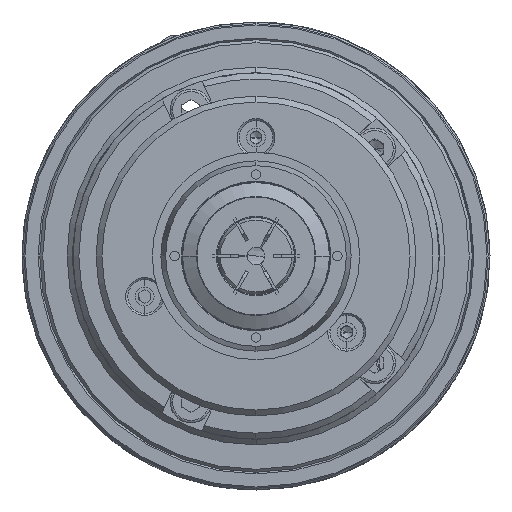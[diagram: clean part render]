
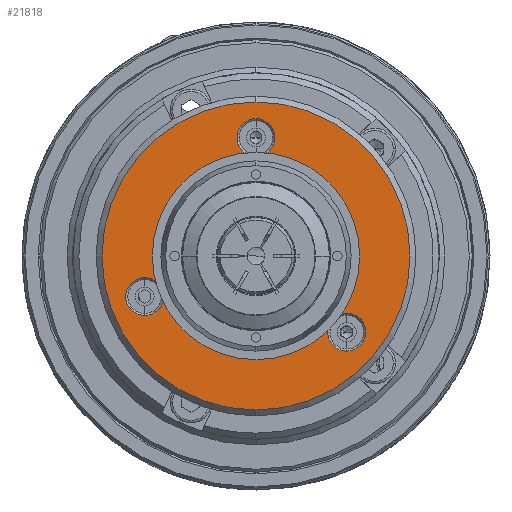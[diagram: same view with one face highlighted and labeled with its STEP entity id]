
A CAD part, left-side view. The second image highlights one B-rep face of the part: STEP entity #21818.
In plain terms, the highlighted planar face has unit normal (-1, 0, 0).
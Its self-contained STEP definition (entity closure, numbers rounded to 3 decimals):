
#897 = ORIENTED_EDGE ( 'NONE', *, *, #20356, .T. ) ;
#939 = VERTEX_POINT ( 'NONE', #12428 ) ;
#1436 = ORIENTED_EDGE ( 'NONE', *, *, #20693, .T. ) ;
#1454 = FACE_OUTER_BOUND ( 'NONE', #6711, .T. ) ;
#1472 = FACE_BOUND ( 'NONE', #6606, .T. ) ;
#1492 = FACE_BOUND ( 'NONE', #6730, .T. ) ;
#1513 = FACE_BOUND ( 'NONE', #6903, .T. ) ;
#1798 = FACE_BOUND ( 'NONE', #6551, .T. ) ;
#2446 = CARTESIAN_POINT ( 'NONE',  ( 11., 0., 16.8 ) ) ;
#3118 = DIRECTION ( 'NONE',  ( 0., 0., -1. ) ) ;
#3281 = CARTESIAN_POINT ( 'NONE',  ( 11., 0., 0. ) ) ;
#3374 = VERTEX_POINT ( 'NONE', #2446 ) ;
#3551 = VERTEX_POINT ( 'NONE', #21618 ) ;
#3808 = VERTEX_POINT ( 'NONE', #18848 ) ;
#4349 = DIRECTION ( 'NONE',  ( 1., 0., 0. ) ) ;
#4593 = DIRECTION ( 'NONE',  ( 1., 0., 0. ) ) ;
#4875 = DIRECTION ( 'NONE',  ( 0., 0., 1. ) ) ;
#5027 = CARTESIAN_POINT ( 'NONE',  ( 11., 18.794, -6.84 ) ) ;
#5095 = DIRECTION ( 'NONE',  ( 0., 0., 1. ) ) ;
#5218 = DIRECTION ( 'NONE',  ( -1., 0., 0. ) ) ;
#5226 = CARTESIAN_POINT ( 'NONE',  ( 11., 0., 0. ) ) ;
#5416 = DIRECTION ( 'NONE',  ( 0., 0., 1. ) ) ;
#5445 = DIRECTION ( 'NONE',  ( -1., 0., 0. ) ) ;
#5474 = CARTESIAN_POINT ( 'NONE',  ( 11., 27., 0. ) ) ;
#5502 = CARTESIAN_POINT ( 'NONE',  ( 11., 0., 0. ) ) ;
#5572 = PLANE ( 'NONE',  #17314 ) ;
#6096 = DIRECTION ( 'NONE',  ( -1., 0., 0. ) ) ;
#6551 = EDGE_LOOP ( 'NONE', ( #12044, #21155 ) ) ;
#6606 = EDGE_LOOP ( 'NONE', ( #14642, #22547 ) ) ;
#6687 = CIRCLE ( 'NONE', #19126, 15.45 ) ;
#6711 = EDGE_LOOP ( 'NONE', ( #9619, #897 ) ) ;
#6730 = EDGE_LOOP ( 'NONE', ( #16213, #1436 ) ) ;
#6799 = CIRCLE ( 'NONE', #19123, 15.45 ) ;
#6903 = EDGE_LOOP ( 'NONE', ( #7189, #7514 ) ) ;
#6919 = CIRCLE ( 'NONE', #19194, 26. ) ;
#6938 = CIRCLE ( 'NONE', #19150, 3.2 ) ;
#6955 = CARTESIAN_POINT ( 'NONE',  ( 11., -15.321, -9.656 ) ) ;
#6990 = CIRCLE ( 'NONE', #19222, 3.2 ) ;
#7099 = CIRCLE ( 'NONE', #19271, 3.2 ) ;
#7122 = DIRECTION ( 'NONE',  ( 0., 0., 1. ) ) ;
#7168 = CARTESIAN_POINT ( 'NONE',  ( 11., -15.321, -12.856 ) ) ;
#7189 = ORIENTED_EDGE ( 'NONE', *, *, #20585, .F. ) ;
#7250 = CIRCLE ( 'NONE', #19376, 3.2 ) ;
#7408 = VERTEX_POINT ( 'NONE', #11679 ) ;
#7470 = CIRCLE ( 'NONE', #19483, 3.2 ) ;
#7514 = ORIENTED_EDGE ( 'NONE', *, *, #20557, .F. ) ;
#8013 = CIRCLE ( 'NONE', #19743, 26. ) ;
#8227 = CIRCLE ( 'NONE', #19808, 3.2 ) ;
#8248 = DIRECTION ( 'NONE',  ( -1., 0., 0. ) ) ;
#8362 = DIRECTION ( 'NONE',  ( -1., 0., 0. ) ) ;
#8437 = DIRECTION ( 'NONE',  ( 0., 0., 1. ) ) ;
#8585 = CARTESIAN_POINT ( 'NONE',  ( 11., 0., 20. ) ) ;
#9333 = DIRECTION ( 'NONE',  ( 0., 0., 1. ) ) ;
#9436 = DIRECTION ( 'NONE',  ( -1., 0., 0. ) ) ;
#9619 = ORIENTED_EDGE ( 'NONE', *, *, #20649, .T. ) ;
#9622 = DIRECTION ( 'NONE',  ( -1., 0., 0. ) ) ;
#10072 = CARTESIAN_POINT ( 'NONE',  ( 11., 18.794, -6.84 ) ) ;
#11679 = CARTESIAN_POINT ( 'NONE',  ( 11., 18.794, -10.04 ) ) ;
#11914 = CARTESIAN_POINT ( 'NONE',  ( 11., 0., 20. ) ) ;
#12044 = ORIENTED_EDGE ( 'NONE', *, *, #20652, .F. ) ;
#12428 = CARTESIAN_POINT ( 'NONE',  ( 11., 0., -15.45 ) ) ;
#12555 = VERTEX_POINT ( 'NONE', #12876 ) ;
#12735 = CARTESIAN_POINT ( 'NONE',  ( 11., 0., -26. ) ) ;
#12876 = CARTESIAN_POINT ( 'NONE',  ( 11., 18.794, -3.64 ) ) ;
#13726 = DIRECTION ( 'NONE',  ( 0., 0., 1. ) ) ;
#13926 = DIRECTION ( 'NONE',  ( -1., 0., 0. ) ) ;
#14061 = CARTESIAN_POINT ( 'NONE',  ( 11., -15.321, -12.856 ) ) ;
#14642 = ORIENTED_EDGE ( 'NONE', *, *, #20624, .F. ) ;
#14673 = VERTEX_POINT ( 'NONE', #12735 ) ;
#15552 = VERTEX_POINT ( 'NONE', #17274 ) ;
#15663 = DIRECTION ( 'NONE',  ( 0., 0., -1. ) ) ;
#15884 = CARTESIAN_POINT ( 'NONE',  ( 11., 0., 26. ) ) ;
#16213 = ORIENTED_EDGE ( 'NONE', *, *, #20681, .T. ) ;
#17004 = VERTEX_POINT ( 'NONE', #6955 ) ;
#17274 = CARTESIAN_POINT ( 'NONE',  ( 11., -15.321, -16.056 ) ) ;
#17314 = AXIS2_PLACEMENT_3D ( 'NONE', #5474, #5445, #5416 ) ;
#18848 = CARTESIAN_POINT ( 'NONE',  ( 11., 0., 15.45 ) ) ;
#19123 = AXIS2_PLACEMENT_3D ( 'NONE', #5502, #4349, #15663 ) ;
#19126 = AXIS2_PLACEMENT_3D ( 'NONE', #3281, #4593, #3118 ) ;
#19150 = AXIS2_PLACEMENT_3D ( 'NONE', #5027, #8248, #4875 ) ;
#19194 = AXIS2_PLACEMENT_3D ( 'NONE', #5226, #5218, #5095 ) ;
#19222 = AXIS2_PLACEMENT_3D ( 'NONE', #7168, #6096, #7122 ) ;
#19271 = AXIS2_PLACEMENT_3D ( 'NONE', #8585, #8362, #8437 ) ;
#19361 = VERTEX_POINT ( 'NONE', #15884 ) ;
#19376 = AXIS2_PLACEMENT_3D ( 'NONE', #11914, #9436, #9333 ) ;
#19483 = AXIS2_PLACEMENT_3D ( 'NONE', #14061, #13926, #13726 ) ;
#19743 = AXIS2_PLACEMENT_3D ( 'NONE', #21323, #9622, #21252 ) ;
#19808 = AXIS2_PLACEMENT_3D ( 'NONE', #10072, #22217, #21668 ) ;
#20328 = EDGE_CURVE ( 'NONE', #7408, #12555, #8227, .T. ) ;
#20356 = EDGE_CURVE ( 'NONE', #19361, #14673, #8013, .T. ) ;
#20498 = EDGE_CURVE ( 'NONE', #15552, #17004, #7470, .T. ) ;
#20557 = EDGE_CURVE ( 'NONE', #3374, #3551, #7250, .T. ) ;
#20585 = EDGE_CURVE ( 'NONE', #3551, #3374, #7099, .T. ) ;
#20624 = EDGE_CURVE ( 'NONE', #17004, #15552, #6990, .T. ) ;
#20649 = EDGE_CURVE ( 'NONE', #14673, #19361, #6919, .T. ) ;
#20652 = EDGE_CURVE ( 'NONE', #12555, #7408, #6938, .T. ) ;
#20681 = EDGE_CURVE ( 'NONE', #939, #3808, #6799, .T. ) ;
#20693 = EDGE_CURVE ( 'NONE', #3808, #939, #6687, .T. ) ;
#21155 = ORIENTED_EDGE ( 'NONE', *, *, #20328, .F. ) ;
#21252 = DIRECTION ( 'NONE',  ( 0., 0., 1. ) ) ;
#21323 = CARTESIAN_POINT ( 'NONE',  ( 11., 0., 0. ) ) ;
#21618 = CARTESIAN_POINT ( 'NONE',  ( 11., 0., 23.2 ) ) ;
#21668 = DIRECTION ( 'NONE',  ( 0., 0., 1. ) ) ;
#21818 = ADVANCED_FACE ( 'NONE', ( #1454, #1798, #1472, #1513, #1492 ), #5572, .T. ) ;
#22217 = DIRECTION ( 'NONE',  ( -1., 0., 0. ) ) ;
#22547 = ORIENTED_EDGE ( 'NONE', *, *, #20498, .F. ) ;
